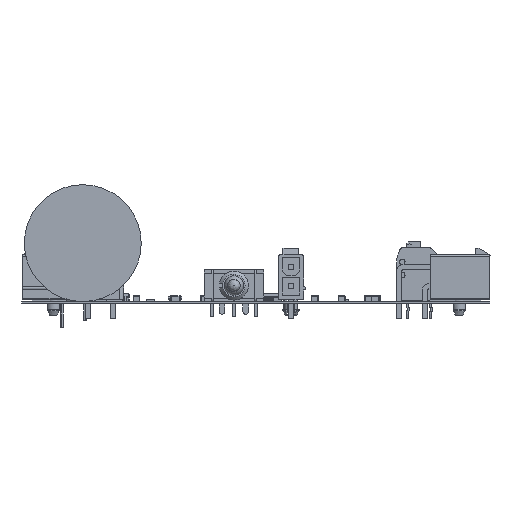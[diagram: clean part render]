
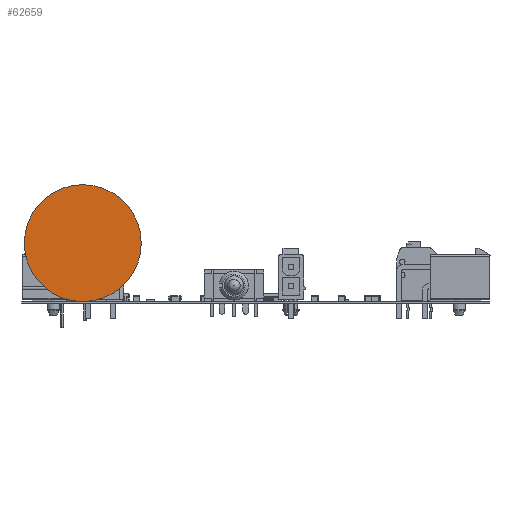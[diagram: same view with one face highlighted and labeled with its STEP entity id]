
A CAD part, left-side view. The second image highlights one B-rep face of the part: STEP entity #62659.
In plain terms, the highlighted face is planar.
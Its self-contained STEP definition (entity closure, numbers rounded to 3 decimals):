
#62631 = VERTEX_POINT('',#62632);
#62632 = CARTESIAN_POINT('',(12.5,0.,40.));
#62638 = EDGE_CURVE('',#62631,#62631,#62639,.T.);
#62639 = CIRCLE('',#62640,12.5);
#62640 = AXIS2_PLACEMENT_3D('',#62641,#62642,#62643);
#62641 = CARTESIAN_POINT('',(0.,0.,40.));
#62642 = DIRECTION('',(0.,0.,1.));
#62643 = DIRECTION('',(1.,0.,0.));
#62659 = ADVANCED_FACE('',(#62660),#62663,.F.);
#62660 = FACE_BOUND('',#62661,.T.);
#62661 = EDGE_LOOP('',(#62662));
#62662 = ORIENTED_EDGE('',*,*,#62638,.T.);
#62663 = PLANE('',#62664);
#62664 = AXIS2_PLACEMENT_3D('',#62665,#62666,#62667);
#62665 = CARTESIAN_POINT('',(12.5,0.,40.));
#62666 = DIRECTION('',(0.,0.,-1.));
#62667 = DIRECTION('',(-1.,0.,0.));
